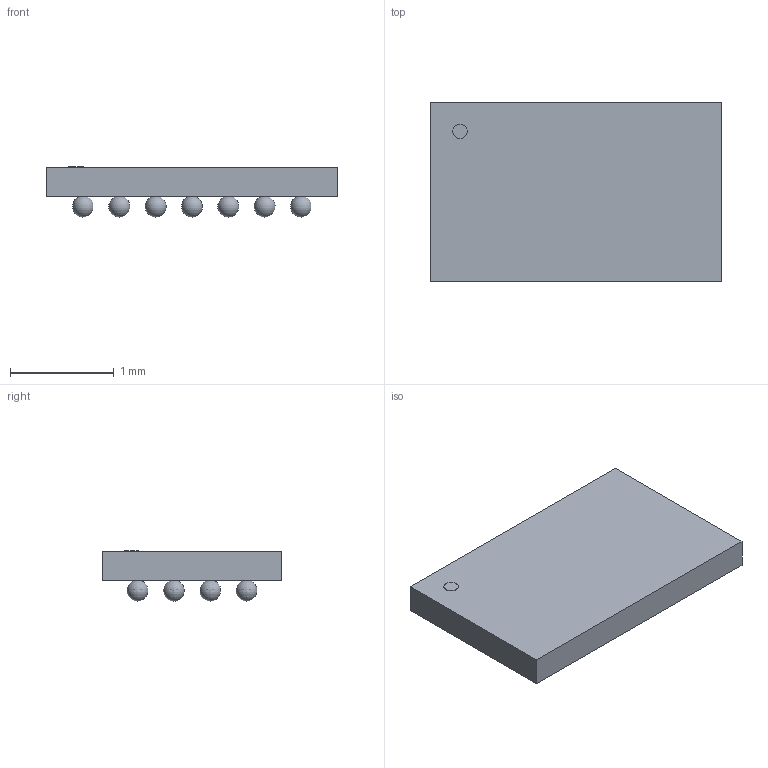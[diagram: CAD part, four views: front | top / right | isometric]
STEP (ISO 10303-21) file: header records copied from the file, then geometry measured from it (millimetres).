
FILE_DESCRIPTION(('STEP AP214'),'1');
FILE_NAME('21-100259_N281A21_MXM','2022-06-11T17:36:10',(''),(''),'','','');
FILE_SCHEMA(('AUTOMOTIVE_DESIGN'));
Length unit declared in the file: millimetre
Products named in the file (1): product
Bounding box: 2.79 x 1.73 x 0.48 mm (x, y, z)
Volume: 1.5 mm3; surface area: 15.9 mm2
Topology: 30 solids, 30 shells, 37 faces, 99 edges, 66 vertices
Faces by surface type: sphere 28, plane 8, cylinder 1
Full cylindrical faces by diameter (mm): 0.14 x1
Entity records: 508 total; most frequent: DIRECTION 94, CARTESIAN_POINT 51, AXIS2_PLACEMENT_3D 41, STYLED_ITEM 37, ADVANCED_FACE 37, MANIFOLD_SOLID_BREP 30, CLOSED_SHELL 30, SPHERICAL_SURFACE 28
